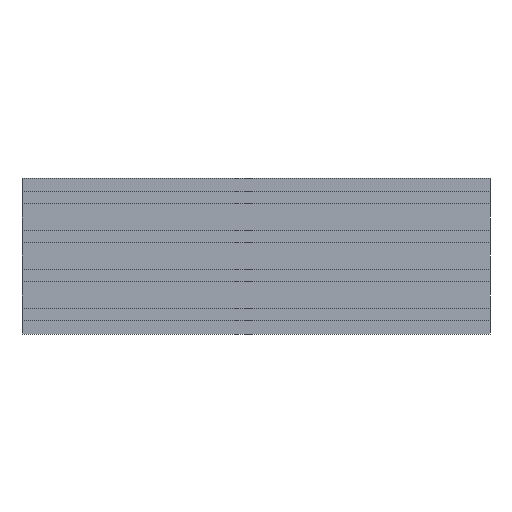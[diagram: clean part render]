
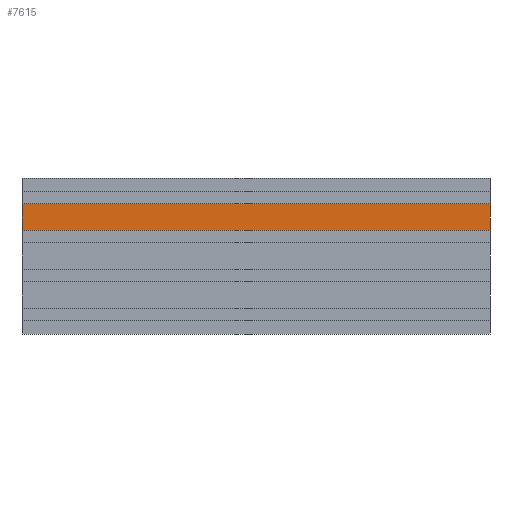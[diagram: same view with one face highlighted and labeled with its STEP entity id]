
A CAD part, left-side view. The second image highlights one B-rep face of the part: STEP entity #7615.
In plain terms, the highlighted face is planar.
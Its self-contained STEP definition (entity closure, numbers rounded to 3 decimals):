
#971 = AXIS2_PLACEMENT_3D ( 'NONE', #1990, #2012, #2003 ) ;
#1896 = LINE ( 'NONE', #1900, #7012 ) ;
#1900 = CARTESIAN_POINT ( 'NONE',  ( 15., 16.6, -300. ) ) ;
#1990 = CARTESIAN_POINT ( 'NONE',  ( 15., 16.6, -300. ) ) ;
#1994 = PLANE ( 'NONE',  #971 ) ;
#1996 = DIRECTION ( 'NONE',  ( 0., 0., 1. ) ) ;
#2003 = DIRECTION ( 'NONE',  ( 0., 0., -1. ) ) ;
#2012 = DIRECTION ( 'NONE',  ( 1., 0., 0. ) ) ;
#2029 = FACE_OUTER_BOUND ( 'NONE', #5945, .T. ) ;
#2283 = DIRECTION ( 'NONE',  ( 0., 1., 0. ) ) ;
#2287 = LINE ( 'NONE', #2323, #6998 ) ;
#2323 = CARTESIAN_POINT ( 'NONE',  ( 15., 16.6, -300. ) ) ;
#3160 = LINE ( 'NONE', #3167, #6995 ) ;
#3164 = CARTESIAN_POINT ( 'NONE',  ( 15., 16.6, 0. ) ) ;
#3167 = CARTESIAN_POINT ( 'NONE',  ( 15., 33.4, -300. ) ) ;
#3168 = DIRECTION ( 'NONE',  ( 0., 0., 1. ) ) ;
#3170 = LINE ( 'NONE', #3164, #6992 ) ;
#3171 = DIRECTION ( 'NONE',  ( 0., 1., 0. ) ) ;
#4485 = EDGE_CURVE ( 'NONE', #6185, #6097, #3170, .T. ) ;
#4487 = EDGE_CURVE ( 'NONE', #6238, #6097, #3160, .T. ) ;
#4535 = EDGE_CURVE ( 'NONE', #6215, #6185, #1896, .T. ) ;
#4554 = EDGE_CURVE ( 'NONE', #6215, #6238, #2287, .T. ) ;
#5655 = CARTESIAN_POINT ( 'NONE',  ( 15., 33.4, 0. ) ) ;
#5723 = CARTESIAN_POINT ( 'NONE',  ( 15., 16.6, 0. ) ) ;
#5740 = CARTESIAN_POINT ( 'NONE',  ( 15., 16.6, -300. ) ) ;
#5763 = CARTESIAN_POINT ( 'NONE',  ( 15., 33.4, -300. ) ) ;
#5945 = EDGE_LOOP ( 'NONE', ( #6591, #6584, #6546, #6585 ) ) ;
#6097 = VERTEX_POINT ( 'NONE', #5655 ) ;
#6185 = VERTEX_POINT ( 'NONE', #5723 ) ;
#6215 = VERTEX_POINT ( 'NONE', #5740 ) ;
#6238 = VERTEX_POINT ( 'NONE', #5763 ) ;
#6546 = ORIENTED_EDGE ( 'NONE', *, *, #4554, .T. ) ;
#6584 = ORIENTED_EDGE ( 'NONE', *, *, #4535, .F. ) ;
#6585 = ORIENTED_EDGE ( 'NONE', *, *, #4487, .T. ) ;
#6591 = ORIENTED_EDGE ( 'NONE', *, *, #4485, .F. ) ;
#6992 = VECTOR ( 'NONE', #3171, 1000. ) ;
#6995 = VECTOR ( 'NONE', #3168, 1000. ) ;
#6998 = VECTOR ( 'NONE', #2283, 1000. ) ;
#7012 = VECTOR ( 'NONE', #1996, 1000. ) ;
#7615 = ADVANCED_FACE ( 'PLANAR_17', ( #2029 ), #1994, .T. ) ;
